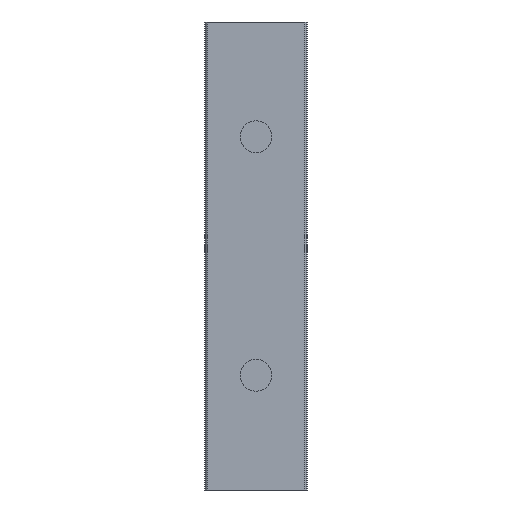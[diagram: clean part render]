
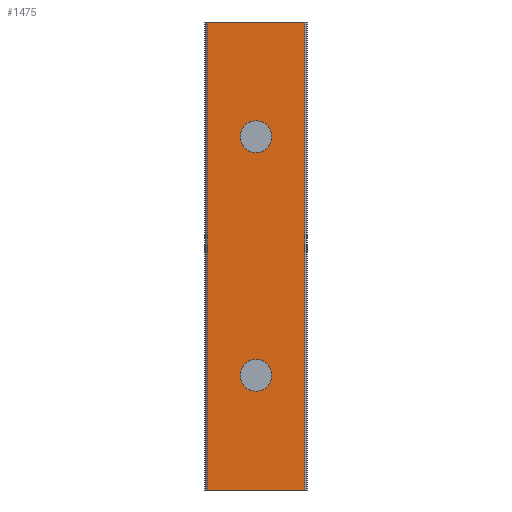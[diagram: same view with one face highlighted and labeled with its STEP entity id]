
A CAD part, front view. The second image highlights one B-rep face of the part: STEP entity #1475.
In plain terms, the highlighted planar face has unit normal (0, -1, 0).
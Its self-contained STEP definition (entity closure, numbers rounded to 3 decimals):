
#21 = VERTEX_POINT ( 'NONE', #116 ) ;
#27 = VERTEX_POINT ( 'NONE', #122 ) ;
#46 = VERTEX_POINT ( 'NONE', #141 ) ;
#98 = VERTEX_POINT ( 'NONE', #193 ) ;
#116 = CARTESIAN_POINT ( 'NONE',  ( -21.5, 0., 0. ) ) ;
#122 = CARTESIAN_POINT ( 'NONE',  ( 21.5, 0., 0. ) ) ;
#141 = CARTESIAN_POINT ( 'NONE',  ( 21.5, 0., -206. ) ) ;
#193 = CARTESIAN_POINT ( 'NONE',  ( -21.5, 0., -206. ) ) ;
#209 = CARTESIAN_POINT ( 'NONE',  ( -21.5, 0., -206. ) ) ;
#212 = DIRECTION ( 'NONE',  ( 0., 0., 1. ) ) ;
#235 = CARTESIAN_POINT ( 'NONE',  ( 21.5, 0., -206. ) ) ;
#236 = DIRECTION ( 'NONE',  ( 0., 0., 1. ) ) ;
#340 = CARTESIAN_POINT ( 'NONE',  ( 21.5, 0., -206. ) ) ;
#341 = DIRECTION ( 'NONE',  ( 1., 0., 0. ) ) ;
#438 = CARTESIAN_POINT ( 'NONE',  ( 21.5, 0., 0. ) ) ;
#439 = DIRECTION ( 'NONE',  ( 1., 0., 0. ) ) ;
#453 = CARTESIAN_POINT ( 'NONE',  ( 0., 0., -155.5 ) ) ;
#463 = DIRECTION ( 'NONE',  ( 0., 1., 0. ) ) ;
#464 = DIRECTION ( 'NONE',  ( 0., 0., 1. ) ) ;
#492 = CARTESIAN_POINT ( 'NONE',  ( 0., 0., -50.5 ) ) ;
#500 = DIRECTION ( 'NONE',  ( 0., 1., 0. ) ) ;
#501 = DIRECTION ( 'NONE',  ( 0., 0., 1. ) ) ;
#610 = PLANE ( 'NONE',  #889 ) ;
#611 = CARTESIAN_POINT ( 'NONE',  ( 21.5, 0., -206. ) ) ;
#612 = DIRECTION ( 'NONE',  ( 0., -1., 0. ) ) ;
#613 = DIRECTION ( 'NONE',  ( 1., 0., 0. ) ) ;
#654 = EDGE_CURVE ( 'NONE', #98, #21, #1282, .T. ) ;
#666 = EDGE_CURVE ( 'NONE', #46, #27, #1276, .T. ) ;
#711 = EDGE_CURVE ( 'NONE', #98, #46, #1621, .T. ) ;
#750 = EDGE_CURVE ( 'NONE', #21, #27, #1669, .T. ) ;
#761 = EDGE_CURVE ( 'NONE', #2024, #2024, #1698, .T. ) ;
#777 = EDGE_CURVE ( 'NONE', #2030, #2030, #1719, .T. ) ;
#858 = AXIS2_PLACEMENT_3D ( 'NONE', #453, #463, #464 ) ;
#864 = AXIS2_PLACEMENT_3D ( 'NONE', #492, #500, #501 ) ;
#889 = AXIS2_PLACEMENT_3D ( 'NONE', #611, #612, #613 ) ;
#982 = ORIENTED_EDGE ( 'NONE', *, *, #711, .T. ) ;
#985 = ORIENTED_EDGE ( 'NONE', *, *, #777, .T. ) ;
#986 = VECTOR ( 'NONE', #236, 1000. ) ;
#1197 = ORIENTED_EDGE ( 'NONE', *, *, #750, .F. ) ;
#1267 = ORIENTED_EDGE ( 'NONE', *, *, #761, .T. ) ;
#1271 = VECTOR ( 'NONE', #212, 1000. ) ;
#1276 = LINE ( 'NONE', #235, #986 ) ;
#1282 = LINE ( 'NONE', #209, #1271 ) ;
#1362 = EDGE_LOOP ( 'NONE', ( #1197, #1385, #982, #1390 ) ) ;
#1363 = EDGE_LOOP ( 'NONE', ( #1267 ) ) ;
#1367 = EDGE_LOOP ( 'NONE', ( #985 ) ) ;
#1385 = ORIENTED_EDGE ( 'NONE', *, *, #654, .F. ) ;
#1390 = ORIENTED_EDGE ( 'NONE', *, *, #666, .T. ) ;
#1475 = ADVANCED_FACE ( 'NONE', ( #1790, #1788, #1792 ), #610, .T. ) ;
#1621 = LINE ( 'NONE', #340, #1622 ) ;
#1622 = VECTOR ( 'NONE', #341, 1000. ) ;
#1669 = LINE ( 'NONE', #438, #1679 ) ;
#1679 = VECTOR ( 'NONE', #439, 1000. ) ;
#1698 = CIRCLE ( 'NONE', #858, 7. ) ;
#1719 = CIRCLE ( 'NONE', #864, 7. ) ;
#1788 = FACE_OUTER_BOUND ( 'NONE', #1362, .T. ) ;
#1790 = FACE_BOUND ( 'NONE', #1367, .T. ) ;
#1792 = FACE_BOUND ( 'NONE', #1363, .T. ) ;
#2024 = VERTEX_POINT ( 'NONE', #2025 ) ;
#2025 = CARTESIAN_POINT ( 'NONE',  ( 0., 0., -148.5 ) ) ;
#2030 = VERTEX_POINT ( 'NONE', #2031 ) ;
#2031 = CARTESIAN_POINT ( 'NONE',  ( 0., 0., -43.5 ) ) ;
